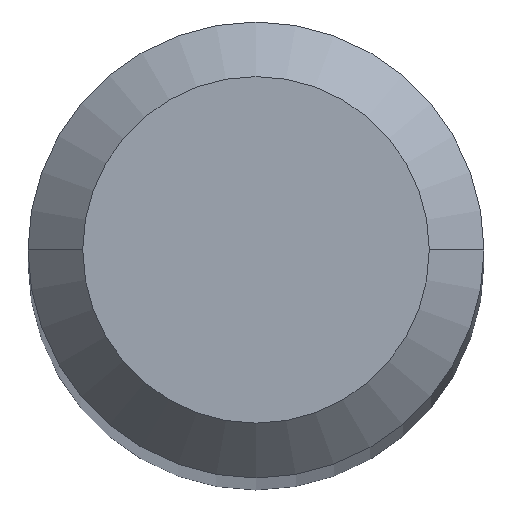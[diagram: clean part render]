
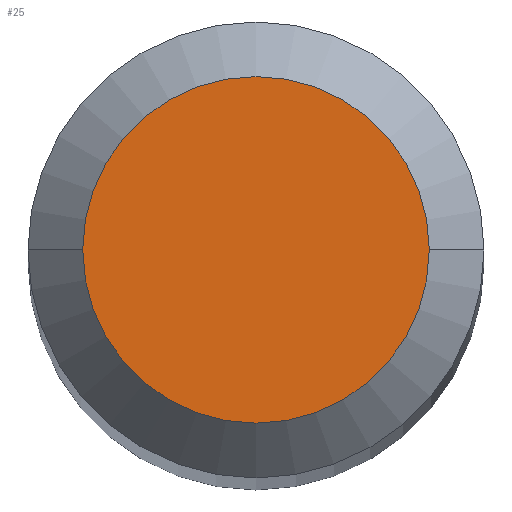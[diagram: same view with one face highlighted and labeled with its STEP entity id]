
A CAD part, top view. The second image highlights one B-rep face of the part: STEP entity #25.
In plain terms, the highlighted planar face has unit normal (0, 0, 1).
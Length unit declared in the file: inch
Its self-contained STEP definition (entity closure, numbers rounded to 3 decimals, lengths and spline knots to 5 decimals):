
#25 = ADVANCED_FACE ( 'NONE', ( #350 ), #450, .F. ) ;
#26 = CARTESIAN_POINT ( 'NONE',  ( 0.0475, 0., 0. ) ) ;
#46 = VERTEX_POINT ( 'NONE', #274 ) ;
#119 = VERTEX_POINT ( 'NONE', #26 ) ;
#122 = DIRECTION ( 'NONE',  ( 0., 0., 1. ) ) ;
#127 = DIRECTION ( 'NONE',  ( 0., 0., -1. ) ) ;
#142 = EDGE_CURVE ( 'NONE', #46, #119, #445, .T. ) ;
#144 = CIRCLE ( 'NONE', #159, 0.0475 ) ;
#152 = DIRECTION ( 'NONE',  ( 1., 0., 0. ) ) ;
#159 = AXIS2_PLACEMENT_3D ( 'NONE', #376, #122, #311 ) ;
#160 = EDGE_CURVE ( 'NONE', #119, #46, #144, .T. ) ;
#187 = AXIS2_PLACEMENT_3D ( 'NONE', #457, #127, #197 ) ;
#195 = CARTESIAN_POINT ( 'NONE',  ( 0., 0., 0. ) ) ;
#197 = DIRECTION ( 'NONE',  ( -1., 0., 0. ) ) ;
#274 = CARTESIAN_POINT ( 'NONE',  ( -0.0475, 0., 0. ) ) ;
#286 = ORIENTED_EDGE ( 'NONE', *, *, #142, .T. ) ;
#311 = DIRECTION ( 'NONE',  ( 1., 0., 0. ) ) ;
#329 = EDGE_LOOP ( 'NONE', ( #286, #429 ) ) ;
#350 = FACE_OUTER_BOUND ( 'NONE', #329, .T. ) ;
#367 = AXIS2_PLACEMENT_3D ( 'NONE', #195, #374, #152 ) ;
#374 = DIRECTION ( 'NONE',  ( 0., 0., 1. ) ) ;
#376 = CARTESIAN_POINT ( 'NONE',  ( 0., 0., 0. ) ) ;
#429 = ORIENTED_EDGE ( 'NONE', *, *, #160, .T. ) ;
#445 = CIRCLE ( 'NONE', #367, 0.0475 ) ;
#450 = PLANE ( 'NONE',  #187 ) ;
#457 = CARTESIAN_POINT ( 'NONE',  ( 0., 0.0475, 0. ) ) ;
